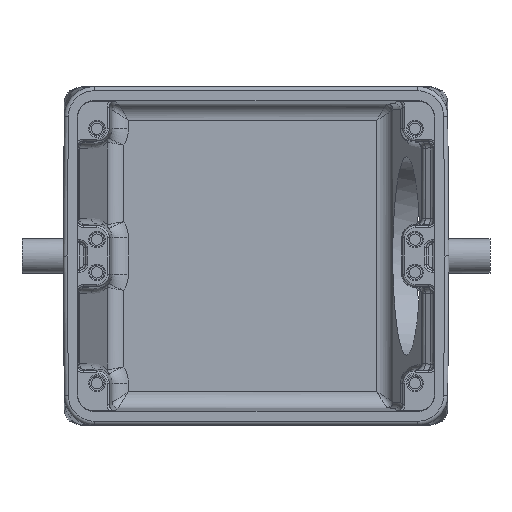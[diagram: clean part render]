
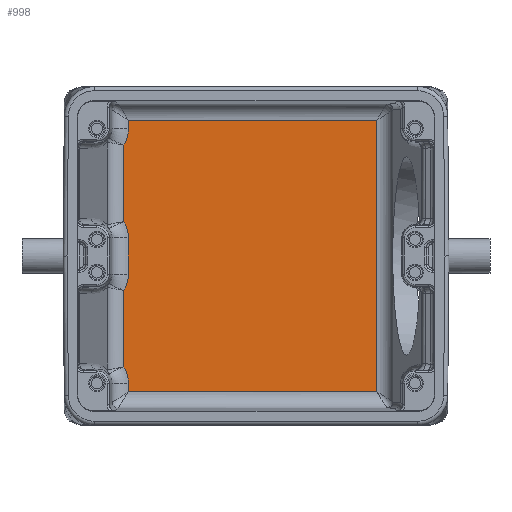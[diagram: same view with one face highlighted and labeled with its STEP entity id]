
A CAD part, front view. The second image highlights one B-rep face of the part: STEP entity #998.
In plain terms, the highlighted planar face has unit normal (0, -1, 0).
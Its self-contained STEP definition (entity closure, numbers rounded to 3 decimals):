
#998=ADVANCED_FACE('',(#1853),#1353,.F.);
#1353=PLANE('',#11172);
#1853=FACE_OUTER_BOUND('',#2524,.T.);
#2524=EDGE_LOOP('',(#5591,#5592,#5593,#5594,#5595,#5596,#5597,#5598,#5599,
#5600,#5601,#5602));
#3175=CIRCLE('',#10822,7.646);
#3290=CIRCLE('',#11040,7.646);
#3327=CIRCLE('',#11156,7.646);
#3331=CIRCLE('',#11165,7.646);
#5591=ORIENTED_EDGE('',*,*,#8058,.T.);
#5592=ORIENTED_EDGE('',*,*,#8520,.F.);
#5593=ORIENTED_EDGE('',*,*,#8516,.T.);
#5594=ORIENTED_EDGE('',*,*,#8498,.F.);
#5595=ORIENTED_EDGE('',*,*,#8502,.T.);
#5596=ORIENTED_EDGE('',*,*,#8527,.F.);
#5597=ORIENTED_EDGE('',*,*,#8324,.T.);
#5598=ORIENTED_EDGE('',*,*,#8322,.F.);
#5599=ORIENTED_EDGE('',*,*,#8347,.F.);
#5600=ORIENTED_EDGE('',*,*,#8280,.F.);
#5601=ORIENTED_EDGE('',*,*,#8274,.F.);
#5602=ORIENTED_EDGE('',*,*,#8526,.F.);
#6904=VERTEX_POINT('',#16774);
#6908=VERTEX_POINT('',#16809);
#7049=VERTEX_POINT('',#17683);
#7050=VERTEX_POINT('',#17806);
#7052=VERTEX_POINT('',#17933);
#7081=VERTEX_POINT('',#18274);
#7082=VERTEX_POINT('',#18276);
#7083=VERTEX_POINT('',#18280);
#7172=VERTEX_POINT('',#19213);
#7174=VERTEX_POINT('',#19217);
#7177=VERTEX_POINT('',#19253);
#7183=VERTEX_POINT('',#19453);
#8058=EDGE_CURVE('',#6904,#6908,#3175,.T.);
#8274=EDGE_CURVE('',#7049,#7050,#9376,.T.);
#8280=EDGE_CURVE('',#7050,#7052,#9378,.T.);
#8322=EDGE_CURVE('',#7081,#7082,#9394,.T.);
#8324=EDGE_CURVE('',#7083,#7082,#3290,.T.);
#8347=EDGE_CURVE('',#7052,#7081,#9400,.T.);
#8498=EDGE_CURVE('',#7174,#7172,#9462,.T.);
#8502=EDGE_CURVE('',#7174,#7177,#3327,.T.);
#8516=EDGE_CURVE('',#7183,#7172,#3331,.T.);
#8520=EDGE_CURVE('',#7183,#6908,#9467,.T.);
#8526=EDGE_CURVE('',#6904,#7049,#9470,.T.);
#8527=EDGE_CURVE('',#7083,#7177,#9471,.T.);
#9376=LINE('',#17805,#10142);
#9378=LINE('',#17932,#10144);
#9394=LINE('',#18275,#10160);
#9400=LINE('',#18502,#10166);
#9462=LINE('',#19218,#10228);
#9467=LINE('',#19578,#10233);
#9470=LINE('',#19738,#10236);
#9471=LINE('',#19740,#10237);
#10142=VECTOR('',#13147,1.);
#10144=VECTOR('',#13153,1.);
#10160=VECTOR('',#13225,1.);
#10166=VECTOR('',#13267,1.);
#10228=VECTOR('',#13525,1.);
#10233=VECTOR('',#13556,1.);
#10236=VECTOR('',#13567,1.);
#10237=VECTOR('',#13570,1.);
#10822=AXIS2_PLACEMENT_3D('',#16810,#12705,#12706);
#11040=AXIS2_PLACEMENT_3D('',#18279,#13230,#13231);
#11156=AXIS2_PLACEMENT_3D('',#19254,#13530,#13531);
#11165=AXIS2_PLACEMENT_3D('',#19452,#13552,#13553);
#11172=AXIS2_PLACEMENT_3D('',#19741,#13571,#13572);
#12705=DIRECTION('',(0.,1.,0.));
#12706=DIRECTION('',(1.,0.,0.));
#13147=DIRECTION('',(1.,0.,0.));
#13153=DIRECTION('',(0.,0.,-1.));
#13225=DIRECTION('',(0.,0.,1.));
#13230=DIRECTION('',(0.,1.,0.));
#13231=DIRECTION('',(0.853,0.,0.521));
#13267=DIRECTION('',(-1.,0.,0.));
#13525=DIRECTION('',(0.,0.,1.));
#13530=DIRECTION('',(0.,1.,0.));
#13531=DIRECTION('',(1.,0.,0.));
#13552=DIRECTION('',(0.,1.,0.));
#13553=DIRECTION('',(0.853,0.,0.521));
#13556=DIRECTION('',(0.,0.,1.));
#13567=DIRECTION('',(0.,0.,1.));
#13570=DIRECTION('',(0.,0.,1.));
#13571=DIRECTION('',(0.,1.,0.));
#13572=DIRECTION('',(-1.,0.,0.));
#16774=CARTESIAN_POINT('',(-31.104,40.,31.));
#16809=CARTESIAN_POINT('',(-32.225,40.,27.015));
#16810=CARTESIAN_POINT('',(-38.75,40.,31.));
#17683=CARTESIAN_POINT('',(-31.104,40.,33.104));
#17805=CARTESIAN_POINT('',(-31.104,40.,33.104));
#17806=CARTESIAN_POINT('',(29.448,40.,33.104));
#17932=CARTESIAN_POINT('',(29.448,40.,33.104));
#17933=CARTESIAN_POINT('',(29.448,40.,-33.104));
#18274=CARTESIAN_POINT('',(-31.104,40.,-33.104));
#18275=CARTESIAN_POINT('',(-31.104,40.,-33.104));
#18276=CARTESIAN_POINT('',(-31.104,40.,-31.));
#18279=CARTESIAN_POINT('',(-38.75,40.,-31.));
#18280=CARTESIAN_POINT('',(-32.225,40.,-27.015));
#18502=CARTESIAN_POINT('',(29.448,40.,-33.104));
#19213=CARTESIAN_POINT('',(-31.104,40.,4.4));
#19217=CARTESIAN_POINT('',(-31.104,40.,-4.4));
#19218=CARTESIAN_POINT('',(-31.104,40.,-4.4));
#19253=CARTESIAN_POINT('',(-32.225,40.,-8.385));
#19254=CARTESIAN_POINT('',(-38.75,40.,-4.4));
#19452=CARTESIAN_POINT('',(-38.75,40.,4.4));
#19453=CARTESIAN_POINT('',(-32.225,40.,8.385));
#19578=CARTESIAN_POINT('',(-32.225,40.,8.385));
#19738=CARTESIAN_POINT('',(-31.104,40.,31.));
#19740=CARTESIAN_POINT('',(-32.225,40.,-27.015));
#19741=CARTESIAN_POINT('',(32.925,40.,-37.75));
